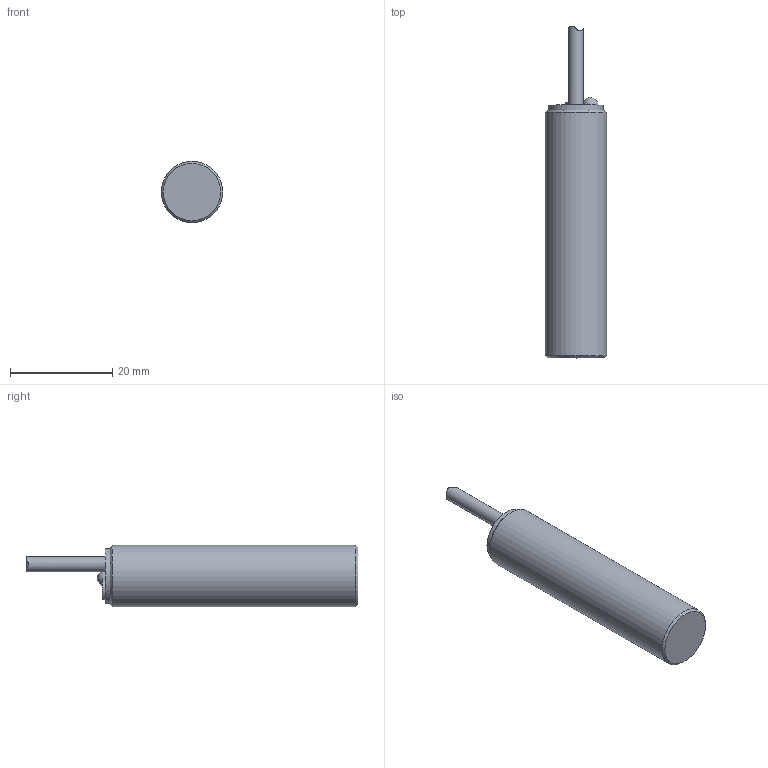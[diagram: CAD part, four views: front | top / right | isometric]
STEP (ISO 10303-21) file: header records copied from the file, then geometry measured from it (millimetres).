
FILE_DESCRIPTION(/* description */ (''),/* implementation_level */ '2;1');
FILE_NAME(/* name */ 'KA1429_Shrinkwrap_1.stp',/* time_stamp */ '2022-01-19T13:21:35+01:00',/* author */ ('Krieger Anja'),/* organization */ (''),/* preprocessor_version */ 'ST-DEVELOPER v18.1',/* originating_system */ 'Autodesk Inventor 2021',/* authorisation */ '');
FILE_SCHEMA (('AUTOMOTIVE_DESIGN { 1 0 10303 214 3 1 1 }'));
Length unit declared in the file: millimetre
Products named in the file (1): KA1429_Shrinkwrap_1
Bounding box: 12 x 64.96 x 12 mm (x, y, z)
Volume: 2206.8 mm3; surface area: 4395.3 mm2
Topology: 2 solids, 2 shells, 39 faces, 87 edges, 57 vertices
Faces by surface type: plane 23, cylinder 12, cone 3, sphere 1
Full cylindrical faces by diameter (mm): 2 x1, 2.9 x1, 3.7 x1, 4 x1, 9.9 x1, 10 x1, 10.7 x1, 12 x1
Entity records: 1275 total; most frequent: CARTESIAN_POINT 255, DIRECTION 201, ORIENTED_EDGE 172, EDGE_CURVE 86, AXIS2_PLACEMENT_3D 81, VERTEX_POINT 57, EDGE_LOOP 45, CIRCLE 41
